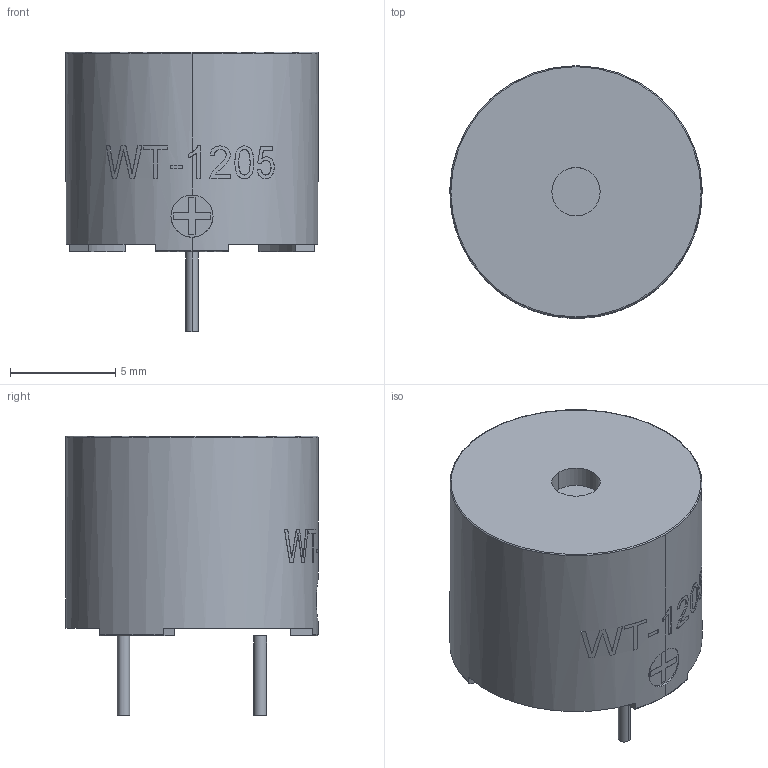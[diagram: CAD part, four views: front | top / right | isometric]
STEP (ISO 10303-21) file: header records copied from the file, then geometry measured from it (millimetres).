
FILE_DESCRIPTION(('FreeCAD Model'),'2;1');
FILE_NAME('Open CASCADE Shape Model','2025-02-12T14:13:06',( 'kicad StepUp'),('ksu MCAD'),'Open CASCADE STEP processor 7.6', 'FreeCAD','Unknown');
FILE_SCHEMA(('AUTOMOTIVE_DESIGN { 1 0 10303 214 1 1 1 1 }'));
Length unit declared in the file: millimetre
Products named in the file (1): WT_1209_cp001
Bounding box: 12 x 12.01 x 13.3 mm (x, y, z)
Volume: 1034.4 mm3; surface area: 605.2 mm2
Topology: 4 solids, 4 shells, 134 faces, 352 edges, 234 vertices
Faces by surface type: plane 59, bspline 49, cylinder 21, torus 5
Entity records: 8483 total; most frequent: CARTESIAN_POINT 4591, ORIENTED_EDGE 704, DIRECTION 427, EDGE_CURVE 352, VERTEX_POINT 234, B_SPLINE_CURVE_WITH_KNOTS 168, AXIS2_PLACEMENT_3D 157, FACE_BOUND 142
